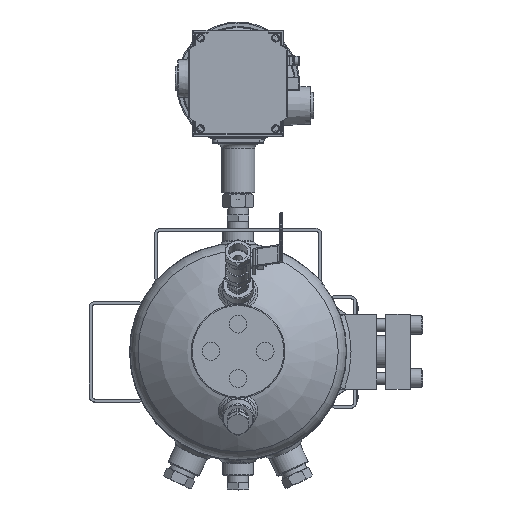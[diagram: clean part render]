
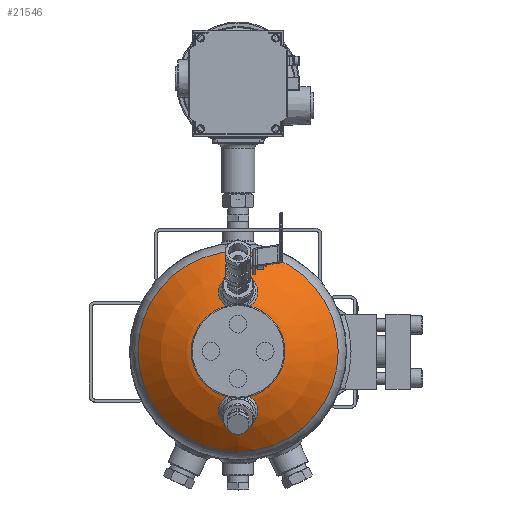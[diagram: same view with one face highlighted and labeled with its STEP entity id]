
A CAD part, top view. The second image highlights one B-rep face of the part: STEP entity #21546.
In plain terms, the highlighted spherical face has radius 140.215 mm.
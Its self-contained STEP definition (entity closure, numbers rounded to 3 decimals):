
#2866=SPHERICAL_SURFACE('',#30333,140.215);
#4107=CIRCLE('',#30334,17.526);
#4108=CIRCLE('',#30335,22.513);
#4109=CIRCLE('',#30336,17.526);
#4110=CIRCLE('',#30337,101.553);
#5375=ORIENTED_EDGE('',*,*,#11404,.T.);
#5376=ORIENTED_EDGE('',*,*,#11405,.T.);
#5377=ORIENTED_EDGE('',*,*,#11406,.T.);
#5378=ORIENTED_EDGE('',*,*,#11407,.F.);
#11404=EDGE_CURVE('',#14431,#14431,#4107,.T.);
#11405=EDGE_CURVE('',#14432,#14432,#4108,.T.);
#11406=EDGE_CURVE('',#14433,#14433,#4109,.T.);
#11407=EDGE_CURVE('',#14434,#14434,#4110,.T.);
#14431=VERTEX_POINT('',#41350);
#14432=VERTEX_POINT('',#41352);
#14433=VERTEX_POINT('',#41354);
#14434=VERTEX_POINT('',#41356);
#16952=EDGE_LOOP('',(#5375));
#16953=EDGE_LOOP('',(#5376));
#16954=EDGE_LOOP('',(#5377));
#16955=EDGE_LOOP('',(#5378));
#19030=FACE_BOUND('',#16952,.T.);
#19031=FACE_BOUND('',#16953,.T.);
#19032=FACE_BOUND('',#16954,.T.);
#19033=FACE_BOUND('',#16955,.T.);
#21546=ADVANCED_FACE('',(#19030,#19031,#19032,#19033),#2866,.T.);
#30333=AXIS2_PLACEMENT_3D('',#41348,#33100,#33101);
#30334=AXIS2_PLACEMENT_3D('',#41349,#33102,#33103);
#30335=AXIS2_PLACEMENT_3D('',#41351,#33104,#33105);
#30336=AXIS2_PLACEMENT_3D('',#41353,#33106,#33107);
#30337=AXIS2_PLACEMENT_3D('',#41355,#33108,#33109);
#33100=DIRECTION('',(0.,0.,-1.));
#33101=DIRECTION('',(-1.,0.,0.));
#33102=DIRECTION('',(-0.435,0.,-0.9));
#33103=DIRECTION('',(-0.9,0.,0.435));
#33104=DIRECTION('',(0.,0.,-1.));
#33105=DIRECTION('',(-1.,0.,0.));
#33106=DIRECTION('',(0.435,0.,-0.9));
#33107=DIRECTION('',(-0.9,0.,-0.435));
#33108=DIRECTION('',(0.,0.,-1.));
#33109=DIRECTION('',(-1.,0.,0.));
#41348=CARTESIAN_POINT('',(0.,0.,-38.615));
#41349=CARTESIAN_POINT('',(60.522,0.,86.646));
#41350=CARTESIAN_POINT('',(44.741,0.,94.27));
#41351=CARTESIAN_POINT('',(0.,0.,99.781));
#41352=CARTESIAN_POINT('',(-22.513,0.,99.781));
#41353=CARTESIAN_POINT('',(-60.522,0.,86.646));
#41354=CARTESIAN_POINT('',(-76.302,0.,79.021));
#41355=CARTESIAN_POINT('',(0.,0.,58.066));
#41356=CARTESIAN_POINT('',(-101.553,0.,58.066));
